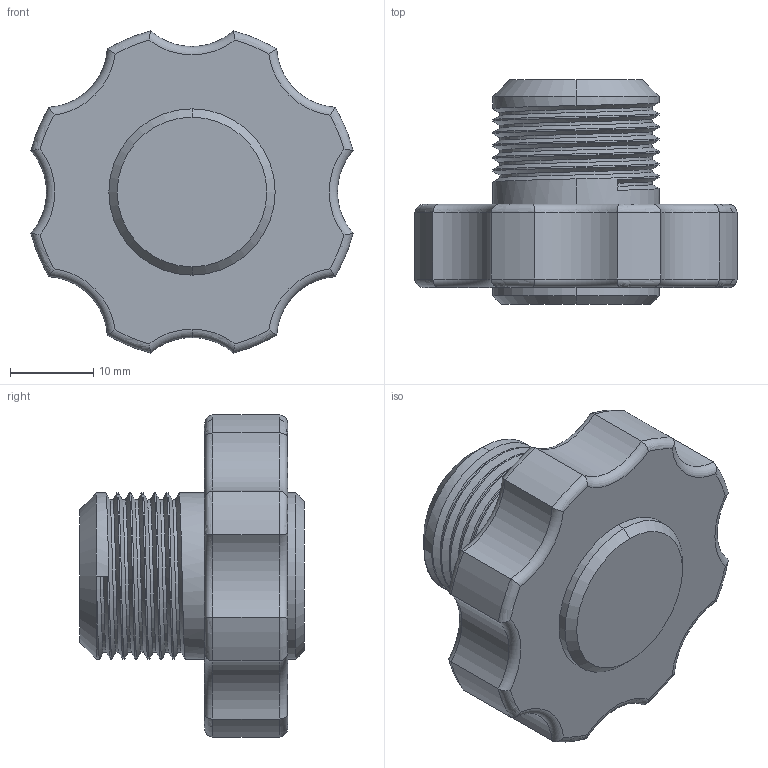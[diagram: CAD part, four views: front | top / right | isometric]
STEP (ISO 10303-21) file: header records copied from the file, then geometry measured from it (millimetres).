
FILE_DESCRIPTION (( 'STEP AP214' ), '1' );
FILE_NAME ('Oil Cap.STEP', '2021-07-19T03:34:09', ( '' ), ( '' ), 'SwSTEP 2.0', 'SolidWorks 2020', '' );
FILE_SCHEMA (( 'AUTOMOTIVE_DESIGN' ));
Length unit declared in the file: millimetre
Products named in the file (1): Oil Cap
Bounding box: 38.75 x 27 x 38.75 mm (x, y, z)
Volume: 14895.3 mm3; surface area: 5221.8 mm2
Topology: 1 solids, 1 shells, 83 faces, 196 edges, 118 vertices
Faces by surface type: cylinder 35, torus 34, plane 7, cone 4, bspline 3
Entity records: 3540 total; most frequent: CARTESIAN_POINT 1714, ORIENTED_EDGE 392, DIRECTION 376, EDGE_CURVE 196, AXIS2_PLACEMENT_3D 168, VERTEX_POINT 118, CIRCLE 87, EDGE_LOOP 86
